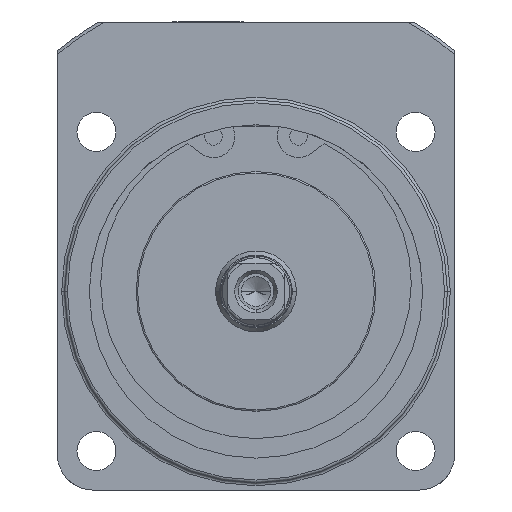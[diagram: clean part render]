
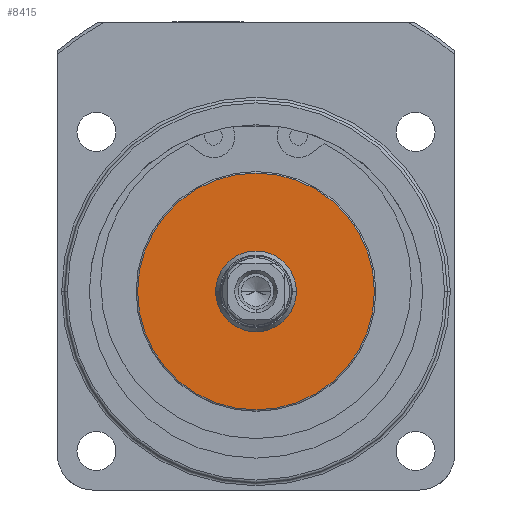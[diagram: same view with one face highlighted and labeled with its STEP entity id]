
A CAD part, front view. The second image highlights one B-rep face of the part: STEP entity #8415.
In plain terms, the highlighted planar face has unit normal (0, -1, 0).
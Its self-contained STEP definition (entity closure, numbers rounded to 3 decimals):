
#985 = EDGE_LOOP ( 'NONE', ( #3212, #3210 ) ) ;
#1004 = EDGE_LOOP ( 'NONE', ( #3215, #3213 ) ) ;
#1033 = VERTEX_POINT ( 'NONE', #6472 ) ;
#1065 = VERTEX_POINT ( 'NONE', #6504 ) ;
#1099 = VERTEX_POINT ( 'NONE', #6538 ) ;
#1107 = VERTEX_POINT ( 'NONE', #6546 ) ;
#3210 = ORIENTED_EDGE ( 'NONE', *, *, #8482, .F. ) ;
#3212 = ORIENTED_EDGE ( 'NONE', *, *, #4081, .F. ) ;
#3213 = ORIENTED_EDGE ( 'NONE', *, *, #4082, .T. ) ;
#3215 = ORIENTED_EDGE ( 'NONE', *, *, #8491, .T. ) ;
#4081 = EDGE_CURVE ( 'NONE', #1107, #1033, #4237, .T. ) ;
#4082 = EDGE_CURVE ( 'NONE', #1099, #1065, #4238, .T. ) ;
#4237 = CIRCLE ( 'NONE', #7092, 5.7 ) ;
#4238 = CIRCLE ( 'NONE', #7088, 16.7 ) ;
#4362 = CIRCLE ( 'NONE', #9544, 5.7 ) ;
#4364 = CIRCLE ( 'NONE', #5394, 16.7 ) ;
#5063 = PLANE ( 'NONE',  #9503 ) ;
#5064 = CARTESIAN_POINT ( 'NONE',  ( -16.7, -97.4, 0. ) ) ;
#5065 = DIRECTION ( 'NONE',  ( 0., 1., 0. ) ) ;
#5066 = DIRECTION ( 'NONE',  ( -1., 0., 0. ) ) ;
#5373 = CARTESIAN_POINT ( 'NONE',  ( 0., -97.4, 0. ) ) ;
#5374 = DIRECTION ( 'NONE',  ( 0., -1., 0. ) ) ;
#5375 = DIRECTION ( 'NONE',  ( 1., 0., 0. ) ) ;
#5394 = AXIS2_PLACEMENT_3D ( 'NONE', #7772, #7776, #7777 ) ;
#6472 = CARTESIAN_POINT ( 'NONE',  ( -5.7, -97.4, 0. ) ) ;
#6504 = CARTESIAN_POINT ( 'NONE',  ( 16.7, -97.4, 0. ) ) ;
#6538 = CARTESIAN_POINT ( 'NONE',  ( -16.7, -97.4, 0. ) ) ;
#6546 = CARTESIAN_POINT ( 'NONE',  ( 5.7, -97.4, 0. ) ) ;
#7088 = AXIS2_PLACEMENT_3D ( 'NONE', #7625, #7626, #7627 ) ;
#7092 = AXIS2_PLACEMENT_3D ( 'NONE', #7622, #7623, #7624 ) ;
#7622 = CARTESIAN_POINT ( 'NONE',  ( 0., -97.4, 0. ) ) ;
#7623 = DIRECTION ( 'NONE',  ( 0., -1., 0. ) ) ;
#7624 = DIRECTION ( 'NONE',  ( 1., 0., 0. ) ) ;
#7625 = CARTESIAN_POINT ( 'NONE',  ( 0., -97.4, 0. ) ) ;
#7626 = DIRECTION ( 'NONE',  ( 0., -1., 0. ) ) ;
#7627 = DIRECTION ( 'NONE',  ( 1., 0., 0. ) ) ;
#7772 = CARTESIAN_POINT ( 'NONE',  ( 0., -97.4, 0. ) ) ;
#7776 = DIRECTION ( 'NONE',  ( 0., -1., 0. ) ) ;
#7777 = DIRECTION ( 'NONE',  ( 1., 0., 0. ) ) ;
#8415 = ADVANCED_FACE ( 'NONE', ( #9510, #9505 ), #5063, .F. ) ;
#8482 = EDGE_CURVE ( 'NONE', #1033, #1107, #4362, .T. ) ;
#8491 = EDGE_CURVE ( 'NONE', #1065, #1099, #4364, .T. ) ;
#9503 = AXIS2_PLACEMENT_3D ( 'NONE', #5064, #5065, #5066 ) ;
#9505 = FACE_BOUND ( 'NONE', #985, .T. ) ;
#9510 = FACE_OUTER_BOUND ( 'NONE', #1004, .T. ) ;
#9544 = AXIS2_PLACEMENT_3D ( 'NONE', #5373, #5374, #5375 ) ;
